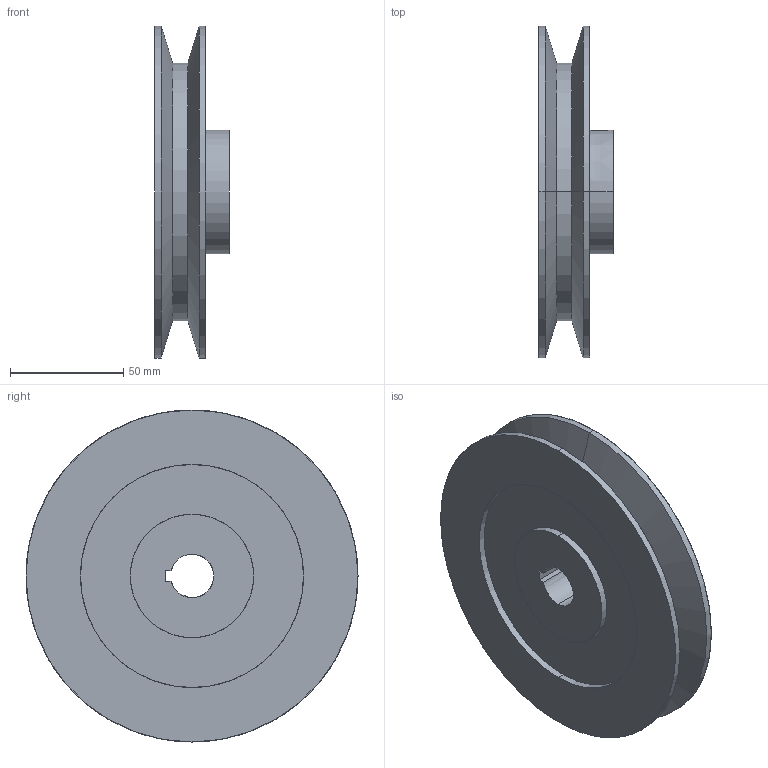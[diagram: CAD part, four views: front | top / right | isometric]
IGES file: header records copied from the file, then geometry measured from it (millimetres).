
Start section: SolidWorks IGES file using analytic representation for surfaces
Global section: file name: BKBK60X03221351131517.igs; native system: SolidWorks 2010; preprocessor: SolidWorks 2010; author: partstream; date: 100322.135130; units: inch
Bounding box: 32.77 x 146.3 x 146.3 mm (x, y, z)
Surface area: 59260.7 mm2 (no closed solid volume)
Topology: 0 solids, 0 shells, 76 faces, 1231 edges, 1231 vertices
Faces by surface type: bspline 51, revolution 25
